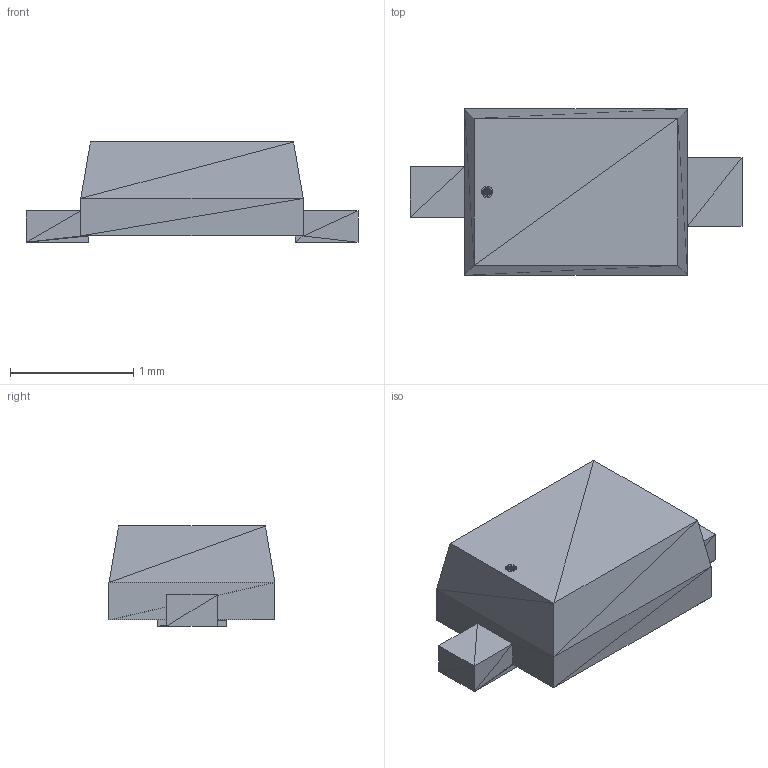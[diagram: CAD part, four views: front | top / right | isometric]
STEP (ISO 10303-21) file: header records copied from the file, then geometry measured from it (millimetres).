
FILE_DESCRIPTION(('STEP AP214'),'1');
FILE_NAME('SMini2-F5-B','2018-09-17T01:39:21',(''),(''),'','','');
FILE_SCHEMA(('AUTOMOTIVE_DESIGN'));
Length unit declared in the file: millimetre
Products named in the file (1): product
Bounding box: 2.69 x 1.35 x 0.81 mm (x, y, z)
Surface area: 11 mm2 (no closed solid volume)
Topology: 0 solids, 196 shells, 196 faces, 588 edges, 588 vertices
Faces by surface type: plane 196
Entity records: 6527 total; most frequent: CARTESIAN_POINT 1373, DIRECTION 982, ORIENTED_EDGE 588, EDGE_CURVE 588, VERTEX_POINT 588, LINE 588, VECTOR 588, AXIS2_PLACEMENT_3D 197
